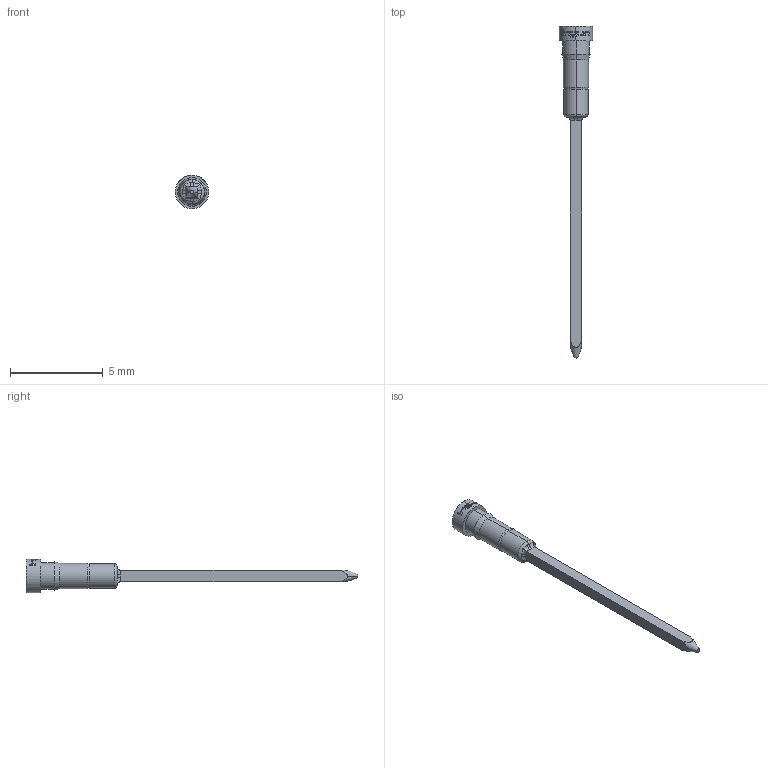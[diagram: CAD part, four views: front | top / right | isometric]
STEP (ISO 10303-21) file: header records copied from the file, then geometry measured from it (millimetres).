
FILE_DESCRIPTION (( 'STEP AP203' ), '1' );
FILE_NAME ('INGUN_KT-158_02.STEP', '2022-04-27T06:46:53', ( 'ochi' ), ( '' ), 'SwSTEP 2.0', 'SolidWorks 2018', '' );
FILE_SCHEMA (( 'CONFIG_CONTROL_DESIGN' ));
Length unit declared in the file: millimetre
Products named in the file (1): INGUN_KT-158_02
Bounding box: 1.8 x 17.85 x 1.8 mm (x, y, z)
Volume: 12.5 mm3; surface area: 56.9 mm2
Topology: 1 solids, 1 shells, 109 faces, 280 edges, 180 vertices
Faces by surface type: plane 52, bspline 30, cylinder 19, cone 6, torus 2
Entity records: 3727 total; most frequent: CARTESIAN_POINT 1260, ORIENTED_EDGE 560, DIRECTION 400, EDGE_CURVE 280, VERTEX_POINT 180, AXIS2_PLACEMENT_3D 156, EDGE_LOOP 116, B_SPLINE_CURVE_WITH_KNOTS 116
